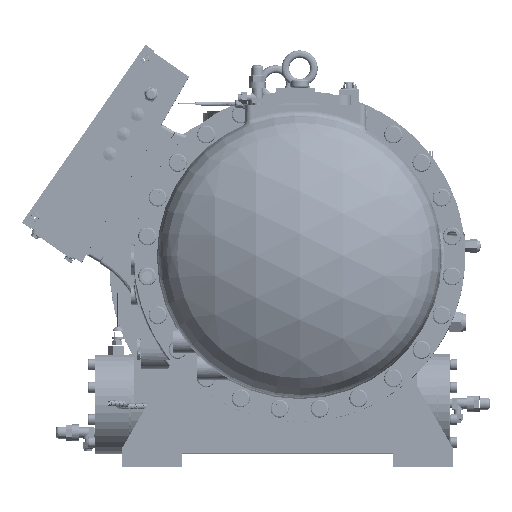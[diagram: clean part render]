
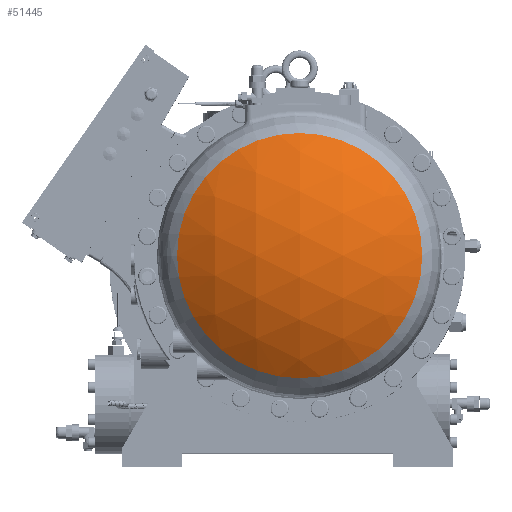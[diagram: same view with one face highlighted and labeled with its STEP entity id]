
A CAD part, top view. The second image highlights one B-rep face of the part: STEP entity #51445.
In plain terms, the highlighted spherical face has radius 354 mm.
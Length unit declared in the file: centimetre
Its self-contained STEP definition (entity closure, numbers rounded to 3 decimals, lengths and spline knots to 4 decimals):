
#1594=SPHERICAL_SURFACE('',#54651,35.4);
#13403=FACE_OUTER_BOUND('',#15868,.T.);
#15868=EDGE_LOOP('',(#38327));
#19619=CIRCLE('',#54647,20.355);
#22730=VERTEX_POINT('',#77209);
#29628=EDGE_CURVE('',#22730,#22730,#19619,.T.);
#38327=ORIENTED_EDGE('',*,*,#29628,.F.);
#51445=ADVANCED_FACE('',(#13403),#1594,.T.);
#54647=AXIS2_PLACEMENT_3D('',#77210,#60174,#60175);
#54651=AXIS2_PLACEMENT_3D('',#77364,#60182,#60183);
#60174=DIRECTION('center_axis',(0.,0.,
-1.));
#60175=DIRECTION('ref_axis',(-1.,0.,0.));
#60182=DIRECTION('center_axis',(1.,0.,0.));
#60183=DIRECTION('ref_axis',(0.,1.,0.));
#77209=CARTESIAN_POINT('',(-9.003,-17.955,69.7126));
#77210=CARTESIAN_POINT('Origin',(-9.003,2.4,69.7126));
#77364=CARTESIAN_POINT('Origin',(-9.003,2.4,40.75));
